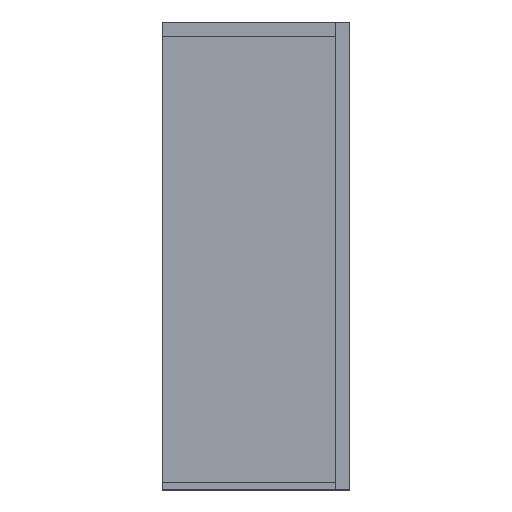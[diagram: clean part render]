
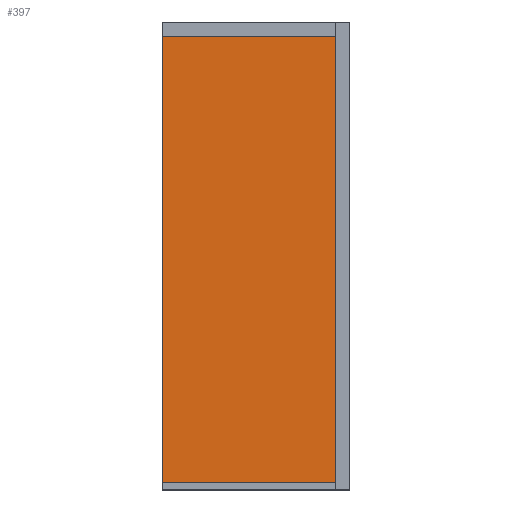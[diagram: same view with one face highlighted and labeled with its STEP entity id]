
A CAD part, top view. The second image highlights one B-rep face of the part: STEP entity #397.
In plain terms, the highlighted planar face has unit normal (0, 0, 1).
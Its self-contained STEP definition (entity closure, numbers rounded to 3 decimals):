
#53=FACE_OUTER_BOUND('',#77,.T.);
#77=EDGE_LOOP('',(#289,#290,#291,#292));
#99=LINE('',#655,#147);
#102=LINE('',#661,#150);
#105=LINE('',#667,#153);
#108=LINE('',#671,#156);
#147=VECTOR('',#538,10.);
#150=VECTOR('',#543,10.);
#153=VECTOR('',#548,10.);
#156=VECTOR('',#553,10.);
#195=VERTEX_POINT('',#652);
#196=VERTEX_POINT('',#654);
#198=VERTEX_POINT('',#660);
#200=VERTEX_POINT('',#666);
#227=EDGE_CURVE('',#196,#195,#99,.T.);
#230=EDGE_CURVE('',#198,#196,#102,.T.);
#233=EDGE_CURVE('',#200,#198,#105,.T.);
#236=EDGE_CURVE('',#195,#200,#108,.T.);
#289=ORIENTED_EDGE('',*,*,#236,.T.);
#290=ORIENTED_EDGE('',*,*,#233,.T.);
#291=ORIENTED_EDGE('',*,*,#230,.T.);
#292=ORIENTED_EDGE('',*,*,#227,.T.);
#373=PLANE('',#502);
#397=ADVANCED_FACE('',(#53),#373,.T.);
#502=AXIS2_PLACEMENT_3D('',#672,#554,#555);
#538=DIRECTION('',(0.,1.,0.));
#543=DIRECTION('',(1.,0.,0.));
#548=DIRECTION('',(0.,-1.,0.));
#553=DIRECTION('',(-1.,0.,0.));
#554=DIRECTION('center_axis',(0.,0.,1.));
#555=DIRECTION('ref_axis',(1.,0.,0.));
#652=CARTESIAN_POINT('',(0.,500.,20.));
#654=CARTESIAN_POINT('',(0.,0.,20.));
#655=CARTESIAN_POINT('',(0.,500.,20.));
#660=CARTESIAN_POINT('',(-200.,0.,20.));
#661=CARTESIAN_POINT('',(0.,0.,20.));
#666=CARTESIAN_POINT('',(-200.,500.,20.));
#667=CARTESIAN_POINT('',(-200.,0.,20.));
#671=CARTESIAN_POINT('',(-200.,500.,20.));
#672=CARTESIAN_POINT('Origin',(-100.,250.,20.));
